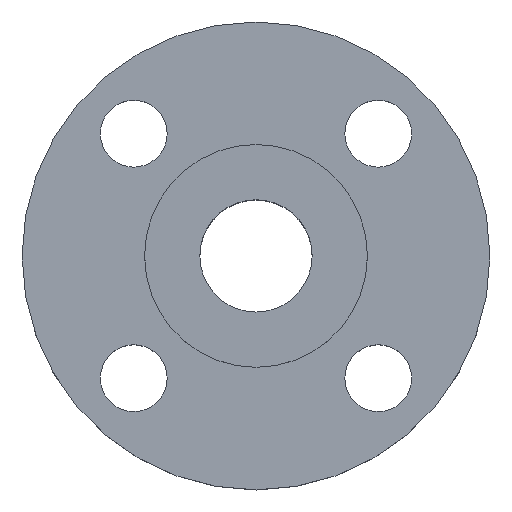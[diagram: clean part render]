
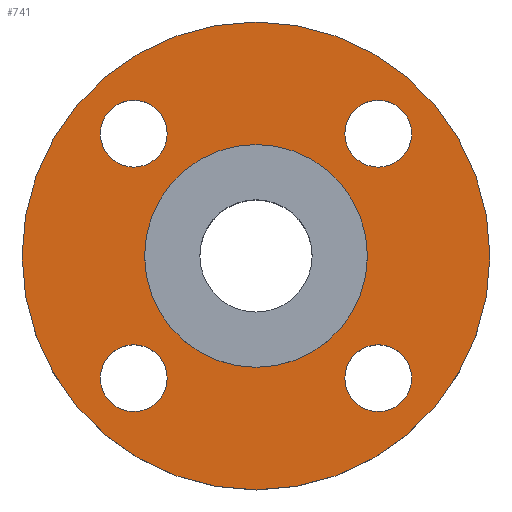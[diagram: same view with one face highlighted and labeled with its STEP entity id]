
A CAD part, top view. The second image highlights one B-rep face of the part: STEP entity #741.
In plain terms, the highlighted planar face has unit normal (0, 0, 1).
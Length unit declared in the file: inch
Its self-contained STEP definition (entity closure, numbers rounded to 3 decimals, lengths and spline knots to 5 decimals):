
#12 = CIRCLE ( 'NONE', #79, 0.375 ) ;
#14 = AXIS2_PLACEMENT_3D ( 'NONE', #588, #152, #476 ) ;
#15 = DIRECTION ( 'NONE',  ( 0., -1., 0. ) ) ;
#26 = DIRECTION ( 'NONE',  ( 0., 0., 1. ) ) ;
#29 = CARTESIAN_POINT ( 'NONE',  ( -1.37179, 1.74679, 0. ) ) ;
#32 = AXIS2_PLACEMENT_3D ( 'NONE', #369, #626, #622 ) ;
#43 = CARTESIAN_POINT ( 'NONE',  ( 1.37179, 1.37179, 0. ) ) ;
#55 = EDGE_LOOP ( 'NONE', ( #143, #325 ) ) ;
#56 = CIRCLE ( 'NONE', #583, 0.375 ) ;
#68 = CARTESIAN_POINT ( 'NONE',  ( 1.37179, -0.99679, 0. ) ) ;
#79 = AXIS2_PLACEMENT_3D ( 'NONE', #43, #555, #363 ) ;
#81 = CIRCLE ( 'NONE', #815, 0.375 ) ;
#85 = CARTESIAN_POINT ( 'NONE',  ( 0., 0., 0. ) ) ;
#88 = VERTEX_POINT ( 'NONE', #407 ) ;
#95 = EDGE_CURVE ( 'NONE', #677, #613, #108, .T. ) ;
#96 = DIRECTION ( 'NONE',  ( -1., 0., 0. ) ) ;
#100 = CARTESIAN_POINT ( 'NONE',  ( 0., 0., 0. ) ) ;
#108 = CIRCLE ( 'NONE', #552, 0.375 ) ;
#109 = EDGE_CURVE ( 'NONE', #88, #628, #582, .T. ) ;
#126 = CARTESIAN_POINT ( 'NONE',  ( 0., 0., 0. ) ) ;
#135 = CARTESIAN_POINT ( 'NONE',  ( 1.37179, -1.37179, 0. ) ) ;
#143 = ORIENTED_EDGE ( 'NONE', *, *, #659, .F. ) ;
#145 = FACE_BOUND ( 'NONE', #797, .T. ) ;
#148 = CARTESIAN_POINT ( 'NONE',  ( 1.74679, 1.37179, 0. ) ) ;
#149 = DIRECTION ( 'NONE',  ( -1., 0., 0. ) ) ;
#150 = CARTESIAN_POINT ( 'NONE',  ( -2.625, 0., 0. ) ) ;
#152 = DIRECTION ( 'NONE',  ( 0., 0., 1. ) ) ;
#155 = FACE_BOUND ( 'NONE', #753, .T. ) ;
#160 = AXIS2_PLACEMENT_3D ( 'NONE', #85, #343, #591 ) ;
#161 = DIRECTION ( 'NONE',  ( 0., 0., 1. ) ) ;
#171 = AXIS2_PLACEMENT_3D ( 'NONE', #181, #624, #510 ) ;
#181 = CARTESIAN_POINT ( 'NONE',  ( 0., 0., 0. ) ) ;
#192 = VERTEX_POINT ( 'NONE', #616 ) ;
#194 = CARTESIAN_POINT ( 'NONE',  ( 0.99679, 1.37179, 0. ) ) ;
#201 = EDGE_LOOP ( 'NONE', ( #617, #537 ) ) ;
#207 = EDGE_CURVE ( 'NONE', #377, #422, #12, .T. ) ;
#209 = FACE_BOUND ( 'NONE', #525, .T. ) ;
#214 = CIRCLE ( 'NONE', #268, 1.25 ) ;
#227 = CARTESIAN_POINT ( 'NONE',  ( -1.37179, -1.37179, 0. ) ) ;
#230 = AXIS2_PLACEMENT_3D ( 'NONE', #604, #26, #272 ) ;
#240 = VERTEX_POINT ( 'NONE', #805 ) ;
#249 = ORIENTED_EDGE ( 'NONE', *, *, #438, .F. ) ;
#250 = CIRCLE ( 'NONE', #480, 0.375 ) ;
#253 = CARTESIAN_POINT ( 'NONE',  ( -0.99679, -1.37179, 0. ) ) ;
#266 = VERTEX_POINT ( 'NONE', #693 ) ;
#268 = AXIS2_PLACEMENT_3D ( 'NONE', #126, #271, #708 ) ;
#271 = DIRECTION ( 'NONE',  ( 0., 0., 1. ) ) ;
#272 = DIRECTION ( 'NONE',  ( 0., 1., 0. ) ) ;
#312 = VERTEX_POINT ( 'NONE', #379 ) ;
#319 = EDGE_CURVE ( 'NONE', #628, #88, #814, .T. ) ;
#325 = ORIENTED_EDGE ( 'NONE', *, *, #207, .F. ) ;
#330 = DIRECTION ( 'NONE',  ( 0., -1., 0. ) ) ;
#332 = EDGE_CURVE ( 'NONE', #711, #192, #781, .T. ) ;
#343 = DIRECTION ( 'NONE',  ( 0., 0., 1. ) ) ;
#347 = DIRECTION ( 'NONE',  ( 1., 0., 0. ) ) ;
#356 = DIRECTION ( 'NONE',  ( 1., 0., 0. ) ) ;
#363 = DIRECTION ( 'NONE',  ( 1., 0., 0. ) ) ;
#365 = ORIENTED_EDGE ( 'NONE', *, *, #524, .F. ) ;
#369 = CARTESIAN_POINT ( 'NONE',  ( -1.37179, 1.37179, 0. ) ) ;
#370 = CIRCLE ( 'NONE', #413, 0.375 ) ;
#377 = VERTEX_POINT ( 'NONE', #194 ) ;
#379 = CARTESIAN_POINT ( 'NONE',  ( -1.25, 0., 0. ) ) ;
#382 = CIRCLE ( 'NONE', #230, 0.375 ) ;
#383 = VERTEX_POINT ( 'NONE', #68 ) ;
#387 = ORIENTED_EDGE ( 'NONE', *, *, #779, .F. ) ;
#398 = ORIENTED_EDGE ( 'NONE', *, *, #504, .F. ) ;
#399 = FACE_OUTER_BOUND ( 'NONE', #201, .T. ) ;
#405 = DIRECTION ( 'NONE',  ( 0., 0., 1. ) ) ;
#407 = CARTESIAN_POINT ( 'NONE',  ( 2.625, 0., 0. ) ) ;
#413 = AXIS2_PLACEMENT_3D ( 'NONE', #456, #660, #96 ) ;
#422 = VERTEX_POINT ( 'NONE', #148 ) ;
#437 = ORIENTED_EDGE ( 'NONE', *, *, #332, .F. ) ;
#438 = EDGE_CURVE ( 'NONE', #240, #312, #497, .T. ) ;
#448 = AXIS2_PLACEMENT_3D ( 'NONE', #100, #161, #356 ) ;
#456 = CARTESIAN_POINT ( 'NONE',  ( -1.37179, -1.37179, 0. ) ) ;
#461 = FACE_BOUND ( 'NONE', #701, .T. ) ;
#464 = CARTESIAN_POINT ( 'NONE',  ( 1.37179, -1.37179, 0. ) ) ;
#472 = CARTESIAN_POINT ( 'NONE',  ( 1.37179, 1.37179, 0. ) ) ;
#476 = DIRECTION ( 'NONE',  ( 1., 0., 0. ) ) ;
#480 = AXIS2_PLACEMENT_3D ( 'NONE', #464, #405, #15 ) ;
#490 = ORIENTED_EDGE ( 'NONE', *, *, #657, .F. ) ;
#491 = ORIENTED_EDGE ( 'NONE', *, *, #95, .F. ) ;
#497 = CIRCLE ( 'NONE', #14, 1.25 ) ;
#504 = EDGE_CURVE ( 'NONE', #383, #266, #250, .T. ) ;
#510 = DIRECTION ( 'NONE',  ( 1., 0., 0. ) ) ;
#524 = EDGE_CURVE ( 'NONE', #192, #711, #382, .T. ) ;
#525 = EDGE_LOOP ( 'NONE', ( #635, #398 ) ) ;
#537 = ORIENTED_EDGE ( 'NONE', *, *, #319, .T. ) ;
#552 = AXIS2_PLACEMENT_3D ( 'NONE', #227, #715, #149 ) ;
#555 = DIRECTION ( 'NONE',  ( 0., 0., 1. ) ) ;
#582 = CIRCLE ( 'NONE', #448, 2.625 ) ;
#583 = AXIS2_PLACEMENT_3D ( 'NONE', #135, #654, #330 ) ;
#588 = CARTESIAN_POINT ( 'NONE',  ( 0., 0., 0. ) ) ;
#591 = DIRECTION ( 'NONE',  ( 1., 0., 0. ) ) ;
#601 = CARTESIAN_POINT ( 'NONE',  ( -1.74679, -1.37179, 0. ) ) ;
#604 = CARTESIAN_POINT ( 'NONE',  ( -1.37179, 1.37179, 0. ) ) ;
#613 = VERTEX_POINT ( 'NONE', #253 ) ;
#616 = CARTESIAN_POINT ( 'NONE',  ( -1.37179, 0.99679, 0. ) ) ;
#617 = ORIENTED_EDGE ( 'NONE', *, *, #109, .T. ) ;
#622 = DIRECTION ( 'NONE',  ( 0., 1., 0. ) ) ;
#624 = DIRECTION ( 'NONE',  ( 0., 0., 1. ) ) ;
#626 = DIRECTION ( 'NONE',  ( 0., 0., 1. ) ) ;
#628 = VERTEX_POINT ( 'NONE', #150 ) ;
#635 = ORIENTED_EDGE ( 'NONE', *, *, #720, .F. ) ;
#650 = PLANE ( 'NONE',  #160 ) ;
#654 = DIRECTION ( 'NONE',  ( 0., 0., 1. ) ) ;
#657 = EDGE_CURVE ( 'NONE', #613, #677, #370, .T. ) ;
#659 = EDGE_CURVE ( 'NONE', #422, #377, #81, .T. ) ;
#660 = DIRECTION ( 'NONE',  ( 0., 0., 1. ) ) ;
#677 = VERTEX_POINT ( 'NONE', #601 ) ;
#693 = CARTESIAN_POINT ( 'NONE',  ( 1.37179, -1.74679, 0. ) ) ;
#701 = EDGE_LOOP ( 'NONE', ( #491, #490 ) ) ;
#708 = DIRECTION ( 'NONE',  ( 1., 0., 0. ) ) ;
#711 = VERTEX_POINT ( 'NONE', #29 ) ;
#712 = FACE_BOUND ( 'NONE', #55, .T. ) ;
#715 = DIRECTION ( 'NONE',  ( 0., 0., 1. ) ) ;
#720 = EDGE_CURVE ( 'NONE', #266, #383, #56, .T. ) ;
#741 = ADVANCED_FACE ( 'NONE', ( #209, #461, #155, #712, #145, #399 ), #650, .T. ) ;
#753 = EDGE_LOOP ( 'NONE', ( #437, #365 ) ) ;
#760 = DIRECTION ( 'NONE',  ( 0., 0., 1. ) ) ;
#779 = EDGE_CURVE ( 'NONE', #312, #240, #214, .T. ) ;
#781 = CIRCLE ( 'NONE', #32, 0.375 ) ;
#797 = EDGE_LOOP ( 'NONE', ( #387, #249 ) ) ;
#805 = CARTESIAN_POINT ( 'NONE',  ( 1.25, 0., 0. ) ) ;
#814 = CIRCLE ( 'NONE', #171, 2.625 ) ;
#815 = AXIS2_PLACEMENT_3D ( 'NONE', #472, #760, #347 ) ;
